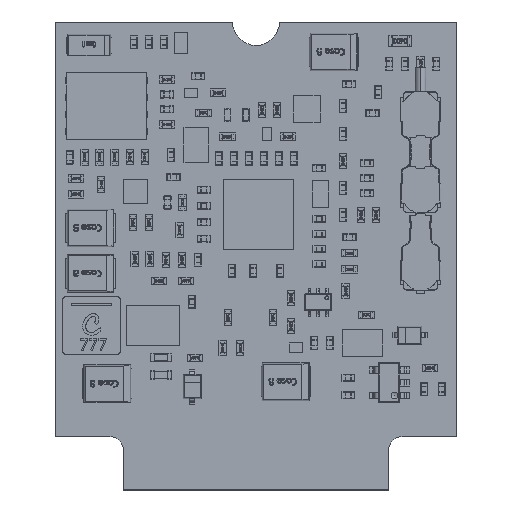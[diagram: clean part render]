
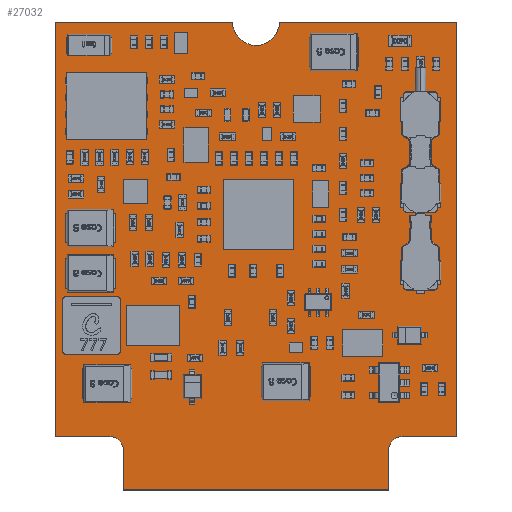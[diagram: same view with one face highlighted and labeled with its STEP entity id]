
A CAD part, top view. The second image highlights one B-rep face of the part: STEP entity #27032.
In plain terms, the highlighted planar face has unit normal (0, 0, 1).
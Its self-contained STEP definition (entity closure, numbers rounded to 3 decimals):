
#3074=FACE_OUTER_BOUND('',#4453,.T.);
#4453=EDGE_LOOP('',(#19538,#19539,#19540,#19541,#19542,#19543,#19544,#19545,
#19546,#19547,#19548,#19549,#19550));
#5879=CIRCLE('',#28864,1.);
#5880=CIRCLE('',#28865,1.75);
#5881=CIRCLE('',#28866,1.754);
#5882=CIRCLE('',#28867,1.001);
#6697=LINE('',#38299,#9437);
#6698=LINE('',#38301,#9438);
#6699=LINE('',#38305,#9439);
#6700=LINE('',#38307,#9440);
#6701=LINE('',#38309,#9441);
#6702=LINE('',#38315,#9442);
#6703=LINE('',#38317,#9443);
#6704=LINE('',#38319,#9444);
#6705=LINE('',#38322,#9445);
#9437=VECTOR('',#31098,10.);
#9438=VECTOR('',#31099,10.);
#9439=VECTOR('',#31102,10.);
#9440=VECTOR('',#31103,10.);
#9441=VECTOR('',#31104,10.);
#9442=VECTOR('',#31109,10.);
#9443=VECTOR('',#31110,10.);
#9444=VECTOR('',#31111,10.);
#9445=VECTOR('',#31114,10.);
#12177=VERTEX_POINT('',#38297);
#12178=VERTEX_POINT('',#38298);
#12179=VERTEX_POINT('',#38300);
#12180=VERTEX_POINT('',#38302);
#12181=VERTEX_POINT('',#38304);
#12182=VERTEX_POINT('',#38306);
#12183=VERTEX_POINT('',#38308);
#12184=VERTEX_POINT('',#38310);
#12185=VERTEX_POINT('',#38312);
#12186=VERTEX_POINT('',#38314);
#12187=VERTEX_POINT('',#38316);
#12188=VERTEX_POINT('',#38318);
#12189=VERTEX_POINT('',#38320);
#15390=EDGE_CURVE('',#12177,#12178,#6697,.T.);
#15391=EDGE_CURVE('',#12178,#12179,#6698,.T.);
#15392=EDGE_CURVE('',#12179,#12180,#5879,.T.);
#15393=EDGE_CURVE('',#12180,#12181,#6699,.T.);
#15394=EDGE_CURVE('',#12181,#12182,#6700,.T.);
#15395=EDGE_CURVE('',#12182,#12183,#6701,.T.);
#15396=EDGE_CURVE('',#12183,#12184,#5880,.T.);
#15397=EDGE_CURVE('',#12184,#12185,#5881,.T.);
#15398=EDGE_CURVE('',#12185,#12186,#6702,.T.);
#15399=EDGE_CURVE('',#12186,#12187,#6703,.T.);
#15400=EDGE_CURVE('',#12187,#12188,#6704,.T.);
#15401=EDGE_CURVE('',#12188,#12189,#5882,.T.);
#15402=EDGE_CURVE('',#12189,#12177,#6705,.T.);
#19538=ORIENTED_EDGE('',*,*,#15390,.T.);
#19539=ORIENTED_EDGE('',*,*,#15391,.T.);
#19540=ORIENTED_EDGE('',*,*,#15392,.T.);
#19541=ORIENTED_EDGE('',*,*,#15393,.T.);
#19542=ORIENTED_EDGE('',*,*,#15394,.T.);
#19543=ORIENTED_EDGE('',*,*,#15395,.T.);
#19544=ORIENTED_EDGE('',*,*,#15396,.T.);
#19545=ORIENTED_EDGE('',*,*,#15397,.T.);
#19546=ORIENTED_EDGE('',*,*,#15398,.T.);
#19547=ORIENTED_EDGE('',*,*,#15399,.T.);
#19548=ORIENTED_EDGE('',*,*,#15400,.T.);
#19549=ORIENTED_EDGE('',*,*,#15401,.T.);
#19550=ORIENTED_EDGE('',*,*,#15402,.T.);
#26253=PLANE('',#28863);
#27032=ADVANCED_FACE('',(#3074),#26253,.T.);
#28863=AXIS2_PLACEMENT_3D('',#38296,#31096,#31097);
#28864=AXIS2_PLACEMENT_3D('',#38303,#31100,#31101);
#28865=AXIS2_PLACEMENT_3D('',#38311,#31105,#31106);
#28866=AXIS2_PLACEMENT_3D('',#38313,#31107,#31108);
#28867=AXIS2_PLACEMENT_3D('',#38321,#31112,#31113);
#31096=DIRECTION('center_axis',(0.,0.,1.));
#31097=DIRECTION('ref_axis',(-1.,0.,0.));
#31098=DIRECTION('',(1.,0.,0.));
#31099=DIRECTION('',(0.,1.,0.));
#31100=DIRECTION('center_axis',(0.,0.,
-1.));
#31101=DIRECTION('ref_axis',(0.,1.,0.));
#31102=DIRECTION('',(1.,0.,0.));
#31103=DIRECTION('',(0.,1.,0.));
#31104=DIRECTION('',(-1.,0.,0.));
#31105=DIRECTION('center_axis',(0.,0.,
-1.));
#31106=DIRECTION('ref_axis',(0.002,-1.,0.));
#31107=DIRECTION('center_axis',(0.,0.,
-1.));
#31108=DIRECTION('ref_axis',(-1.,-0.002,0.));
#31109=DIRECTION('',(-1.,0.,0.));
#31110=DIRECTION('',(0.,-1.,0.));
#31111=DIRECTION('',(1.,0.,0.));
#31112=DIRECTION('center_axis',(0.,0.,
-1.));
#31113=DIRECTION('ref_axis',(1.,0.001,0.));
#31114=DIRECTION('',(0.,-1.,0.));
#38296=CARTESIAN_POINT('Origin',(-33.001,-3.501,0.));
#38297=CARTESIAN_POINT('',(-24.925,0.,0.));
#38298=CARTESIAN_POINT('',(-5.075,0.,0.));
#38299=CARTESIAN_POINT('',(-24.925,0.,0.));
#38300=CARTESIAN_POINT('',(-5.075,3.,0.));
#38301=CARTESIAN_POINT('',(-5.075,0.,0.));
#38302=CARTESIAN_POINT('',(-4.075,4.,0.));
#38303=CARTESIAN_POINT('Origin',(-4.075,3.,0.));
#38304=CARTESIAN_POINT('',(0.,4.,0.));
#38305=CARTESIAN_POINT('',(-4.075,4.,0.));
#38306=CARTESIAN_POINT('',(0.,35.,0.));
#38307=CARTESIAN_POINT('',(0.,4.,0.));
#38308=CARTESIAN_POINT('',(-13.25,35.,0.));
#38309=CARTESIAN_POINT('',(0.,35.,0.));
#38310=CARTESIAN_POINT('',(-14.996,33.25,0.));
#38311=CARTESIAN_POINT('Origin',(-15.,35.,0.));
#38312=CARTESIAN_POINT('',(-16.75,35.,0.));
#38313=CARTESIAN_POINT('Origin',(-14.996,35.004,0.));
#38314=CARTESIAN_POINT('',(-30.,35.,0.));
#38315=CARTESIAN_POINT('',(-16.75,35.,0.));
#38316=CARTESIAN_POINT('',(-30.,4.,0.));
#38317=CARTESIAN_POINT('',(-30.,35.,0.));
#38318=CARTESIAN_POINT('',(-25.926,4.,0.));
#38319=CARTESIAN_POINT('',(-30.,4.,0.));
#38320=CARTESIAN_POINT('',(-24.925,3.,0.));
#38321=CARTESIAN_POINT('Origin',(-25.926,2.999,0.));
#38322=CARTESIAN_POINT('',(-24.925,3.,0.));
